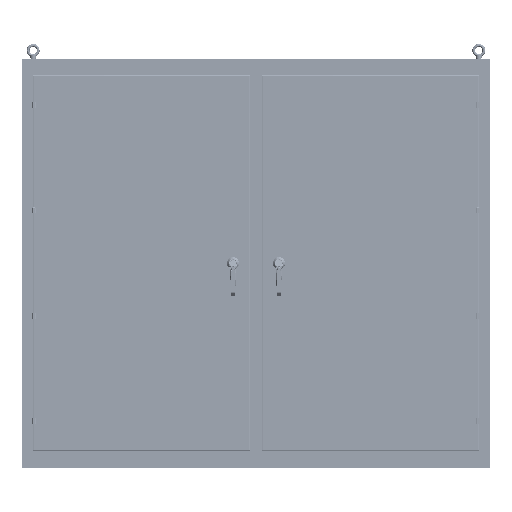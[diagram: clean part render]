
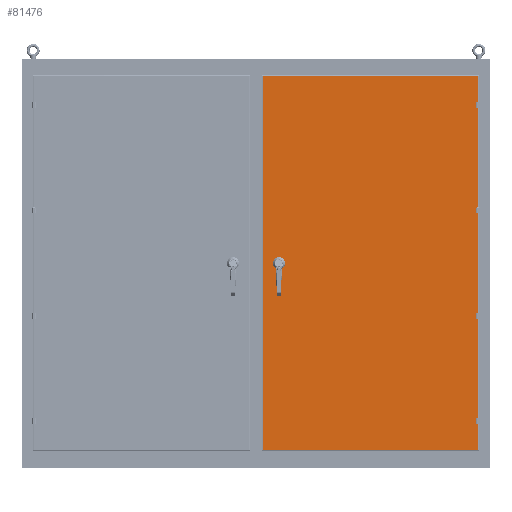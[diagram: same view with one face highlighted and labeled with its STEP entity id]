
A CAD part, top view. The second image highlights one B-rep face of the part: STEP entity #81476.
In plain terms, the highlighted planar face has unit normal (0, 0, 1).
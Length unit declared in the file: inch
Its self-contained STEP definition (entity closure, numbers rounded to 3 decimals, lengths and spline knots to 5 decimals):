
#4308 = VECTOR ( 'NONE', #134942, 39.37008 ) ;
#10051 = EDGE_CURVE ( 'NONE', #307197, #157916, #16489, .T. ) ;
#16489 = LINE ( 'NONE', #318532, #4308 ) ;
#32419 = DIRECTION ( 'NONE',  ( 0., 1., 0. ) ) ;
#43028 = ORIENTED_EDGE ( 'NONE', *, *, #10051, .F. ) ;
#57013 = CARTESIAN_POINT ( 'NONE',  ( 36.9313, -31.25, 9.5287 ) ) ;
#70547 = DIRECTION ( 'NONE',  ( 1., 0., 0. ) ) ;
#79090 = EDGE_CURVE ( 'NONE', #157916, #256461, #203252, .T. ) ;
#81476 = ADVANCED_FACE ( 'NONE', ( #335203 ), #242463, .T. ) ;
#91059 = EDGE_CURVE ( 'NONE', #381632, #307197, #306829, .T. ) ;
#123946 = CARTESIAN_POINT ( 'NONE',  ( -38.875, 0., 9.5287 ) ) ;
#125167 = CARTESIAN_POINT ( 'NONE',  ( 1.1312, -31.25, 9.5287 ) ) ;
#134942 = DIRECTION ( 'NONE',  ( 1., 0., 0. ) ) ;
#140081 = DIRECTION ( 'NONE',  ( 0., -1., 0. ) ) ;
#151691 = DIRECTION ( 'NONE',  ( 0., 0., 1. ) ) ;
#157916 = VERTEX_POINT ( 'NONE', #299918 ) ;
#168203 = CARTESIAN_POINT ( 'NONE',  ( 1.1312, -31.0563, 9.5287 ) ) ;
#174587 = EDGE_CURVE ( 'NONE', #256461, #381632, #191803, .T. ) ;
#188273 = VECTOR ( 'NONE', #32419, 39.37008 ) ;
#191803 = LINE ( 'NONE', #339813, #208236 ) ;
#193774 = DIRECTION ( 'NONE',  ( -1., 0., 0. ) ) ;
#203252 = LINE ( 'NONE', #57013, #265939 ) ;
#208236 = VECTOR ( 'NONE', #193774, 39.37008 ) ;
#217458 = CARTESIAN_POINT ( 'NONE',  ( 36.9313, -31.0563, 9.5287 ) ) ;
#242463 = PLANE ( 'NONE',  #248869 ) ;
#248869 = AXIS2_PLACEMENT_3D ( 'NONE', #123946, #151691, #70547 ) ;
#256461 = VERTEX_POINT ( 'NONE', #217458 ) ;
#260281 = EDGE_LOOP ( 'NONE', ( #262268, #276505, #43028, #276216 ) ) ;
#262268 = ORIENTED_EDGE ( 'NONE', *, *, #174587, .F. ) ;
#265939 = VECTOR ( 'NONE', #140081, 39.37008 ) ;
#276216 = ORIENTED_EDGE ( 'NONE', *, *, #91059, .F. ) ;
#276505 = ORIENTED_EDGE ( 'NONE', *, *, #79090, .F. ) ;
#299918 = CARTESIAN_POINT ( 'NONE',  ( 36.9313, 31.0563, 9.5287 ) ) ;
#306829 = LINE ( 'NONE', #125167, #188273 ) ;
#307197 = VERTEX_POINT ( 'NONE', #367396 ) ;
#318532 = CARTESIAN_POINT ( 'NONE',  ( 0.9375, 31.0563, 9.5287 ) ) ;
#335203 = FACE_OUTER_BOUND ( 'NONE', #260281, .T. ) ;
#339813 = CARTESIAN_POINT ( 'NONE',  ( 0.9375, -31.0563, 9.5287 ) ) ;
#367396 = CARTESIAN_POINT ( 'NONE',  ( 1.1312, 31.0563, 9.5287 ) ) ;
#381632 = VERTEX_POINT ( 'NONE', #168203 ) ;
